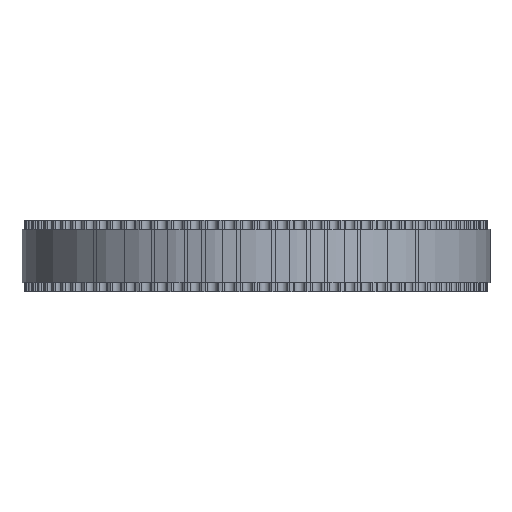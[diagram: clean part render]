
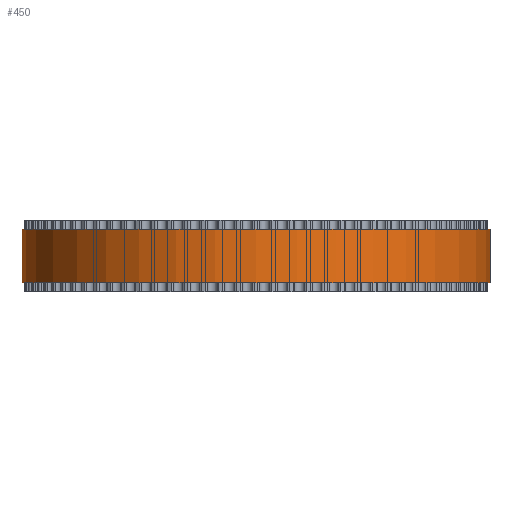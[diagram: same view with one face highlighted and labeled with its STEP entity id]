
A CAD part, front view. The second image highlights one B-rep face of the part: STEP entity #450.
In plain terms, the highlighted cylindrical face has radius 26.101 mm (diameter 52.203 mm), a full revolution.
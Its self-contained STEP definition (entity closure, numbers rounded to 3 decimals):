
#97=FACE_BOUND('',#1440,.T.);
#98=FACE_BOUND('',#1441,.T.);
#450=ADVANCED_FACE('',(#97,#98),#779,.T.);
#779=CYLINDRICAL_SURFACE('',#7359,26.101);
#1440=EDGE_LOOP('',(#4066));
#1441=EDGE_LOOP('',(#4067));
#4066=ORIENTED_EDGE('',*,*,#5710,.T.);
#4067=ORIENTED_EDGE('',*,*,#5711,.T.);
#4724=VERTEX_POINT('',#11640);
#4725=VERTEX_POINT('',#11642);
#5710=EDGE_CURVE('',#4724,#4724,#6368,.T.);
#5711=EDGE_CURVE('',#4725,#4725,#6369,.T.);
#6368=CIRCLE('',#7357,26.101);
#6369=CIRCLE('',#7358,26.101);
#7357=AXIS2_PLACEMENT_3D('',#11639,#9662,#9663);
#7358=AXIS2_PLACEMENT_3D('',#11641,#9664,#9665);
#7359=AXIS2_PLACEMENT_3D('',#11643,#9666,#9667);
#9662=DIRECTION('',(0.,0.,1.));
#9663=DIRECTION('',(1.,0.,0.));
#9664=DIRECTION('',(0.,0.,-1.));
#9665=DIRECTION('',(1.,0.,0.));
#9666=DIRECTION('',(0.,0.,1.));
#9667=DIRECTION('',(1.,0.,0.));
#11639=CARTESIAN_POINT('',(0.,0.,1.));
#11640=CARTESIAN_POINT('',(26.101,0.,1.));
#11641=CARTESIAN_POINT('',(0.,0.,7.));
#11642=CARTESIAN_POINT('',(26.101,0.,7.));
#11643=CARTESIAN_POINT('',(0.,0.,1.));
